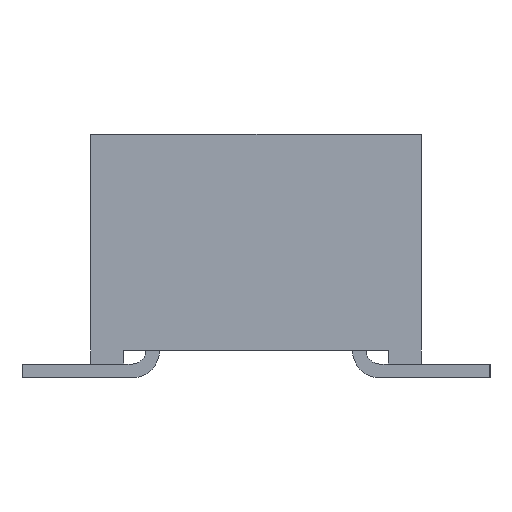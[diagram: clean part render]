
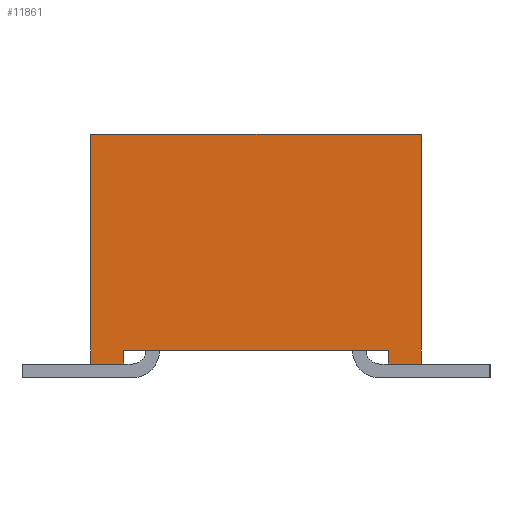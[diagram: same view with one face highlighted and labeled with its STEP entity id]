
A CAD part, left-side view. The second image highlights one B-rep face of the part: STEP entity #11861.
In plain terms, the highlighted planar face has unit normal (-1, 0, 0).
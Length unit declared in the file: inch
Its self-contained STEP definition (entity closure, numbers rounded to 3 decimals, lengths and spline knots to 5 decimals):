
#406=DIRECTION('',(0.,1.,0.));
#407=VECTOR('',#406,0.012);
#408=CARTESIAN_POINT('',(-0.3585,0.048,0.005));
#409=LINE('',#408,#407);
#413=DIRECTION('',(0.,0.,1.));
#414=VECTOR('',#413,0.0835);
#415=CARTESIAN_POINT('',(-0.3585,0.06,0.005));
#416=LINE('',#415,#414);
#420=DIRECTION('',(0.,1.,0.));
#421=VECTOR('',#420,0.012);
#422=CARTESIAN_POINT('',(-0.3585,-0.06,0.005));
#423=LINE('',#422,#421);
#427=DIRECTION('',(0.,0.,1.));
#428=VECTOR('',#427,0.005);
#429=CARTESIAN_POINT('',(-0.3585,-0.048,0.005));
#430=LINE('',#429,#428);
#434=DIRECTION('',(0.,1.,0.));
#435=VECTOR('',#434,0.096);
#436=CARTESIAN_POINT('',(-0.3585,-0.048,0.01));
#437=LINE('',#436,#435);
#441=DIRECTION('',(0.,0.,-1.));
#442=VECTOR('',#441,0.005);
#443=CARTESIAN_POINT('',(-0.3585,0.048,0.01));
#444=LINE('',#443,#442);
#970=DIRECTION('',(0.,1.,0.));
#971=VECTOR('',#970,0.12);
#972=CARTESIAN_POINT('',(-0.3585,-0.06,0.0885));
#973=LINE('',#972,#971);
#1789=DIRECTION('',(0.,0.,1.));
#1790=VECTOR('',#1789,0.0835);
#1791=CARTESIAN_POINT('',(-0.3585,-0.06,0.005));
#1792=LINE('',#1791,#1790);
#9730=CARTESIAN_POINT('',(-0.3585,0.048,0.005));
#9731=CARTESIAN_POINT('',(-0.3585,0.06,0.005));
#9732=VERTEX_POINT('',#9730);
#9733=VERTEX_POINT('',#9731);
#9735=CARTESIAN_POINT('',(-0.3585,-0.06,0.005));
#9737=VERTEX_POINT('',#9735);
#9742=CARTESIAN_POINT('',(-0.3585,-0.06,0.0885));
#9743=CARTESIAN_POINT('',(-0.3585,0.06,0.0885));
#9744=VERTEX_POINT('',#9742);
#9745=VERTEX_POINT('',#9743);
#9859=CARTESIAN_POINT('',(-0.3585,-0.048,0.005));
#9861=VERTEX_POINT('',#9859);
#10840=CARTESIAN_POINT('',(-0.3585,0.048,0.01));
#10841=VERTEX_POINT('',#10840);
#10858=CARTESIAN_POINT('',(-0.3585,-0.048,0.01));
#10859=VERTEX_POINT('',#10858);
#11841=CARTESIAN_POINT('',(-0.3585,0.06,0.0885));
#11842=DIRECTION('',(1.,0.,0.));
#11843=DIRECTION('',(0.,1.,0.));
#11844=AXIS2_PLACEMENT_3D('',#11841,#11842,#11843);
#11845=PLANE('',#11844);
#11846=ORIENTED_EDGE('',*,*,#11107,.T.);
#11848=ORIENTED_EDGE('',*,*,#11847,.T.);
#11850=ORIENTED_EDGE('',*,*,#11849,.F.);
#11852=ORIENTED_EDGE('',*,*,#11851,.F.);
#11854=ORIENTED_EDGE('',*,*,#11853,.T.);
#11855=ORIENTED_EDGE('',*,*,#11766,.T.);
#11856=ORIENTED_EDGE('',*,*,#11204,.T.);
#11858=ORIENTED_EDGE('',*,*,#11857,.T.);
#11859=EDGE_LOOP('',(#11846,#11848,#11850,#11852,#11854,#11855,#11856,#11858));
#11860=FACE_OUTER_BOUND('',#11859,.F.);
#11861=ADVANCED_FACE('',(#11860),#11845,.F.);
#11107=EDGE_CURVE('',#9732,#9733,#409,.T.);
#11204=EDGE_CURVE('',#10859,#10841,#437,.T.);
#11766=EDGE_CURVE('',#9861,#10859,#430,.T.);
#11847=EDGE_CURVE('',#9733,#9745,#416,.T.);
#11849=EDGE_CURVE('',#9744,#9745,#973,.T.);
#11851=EDGE_CURVE('',#9737,#9744,#1792,.T.);
#11853=EDGE_CURVE('',#9737,#9861,#423,.T.);
#11857=EDGE_CURVE('',#10841,#9732,#444,.T.);
